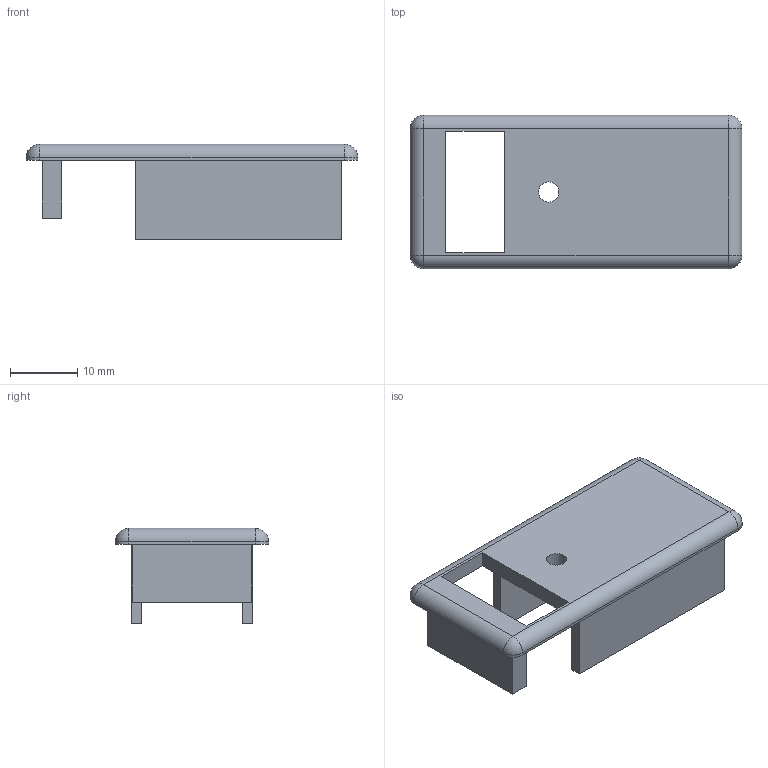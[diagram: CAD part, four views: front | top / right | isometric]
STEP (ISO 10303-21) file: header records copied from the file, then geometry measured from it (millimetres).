
FILE_DESCRIPTION(/* description */ (''),/* implementation_level */ '2;1');
FILE_NAME(/* name */ 'rf_tester_top.stp',/* time_stamp */ '2025-01-11T15:58:13-05:00',/* author */ ('Jacob'),/* organization */ (''),/* preprocessor_version */ 'ST-DEVELOPER v20',/* originating_system */ 'Autodesk Inventor 2025',/* authorisation */ '');
FILE_SCHEMA (('AUTOMOTIVE_DESIGN { 1 0 10303 214 3 1 1 }'));
Length unit declared in the file: millimetre
Products named in the file (1): rf_tester_top
Bounding box: 49.3 x 22.8 x 14.2 mm (x, y, z)
Volume: 3702 mm3; surface area: 4148.6 mm2
Topology: 1 solids, 1 shells, 37 faces, 87 edges, 54 vertices
Faces by surface type: plane 24, cylinder 9, sphere 4
Full cylindrical faces by diameter (mm): 3 x1
Entity records: 1094 total; most frequent: DIRECTION 181, CARTESIAN_POINT 179, ORIENTED_EDGE 174, EDGE_CURVE 87, LINE 69, VECTOR 69, AXIS2_PLACEMENT_3D 56, VERTEX_POINT 54
